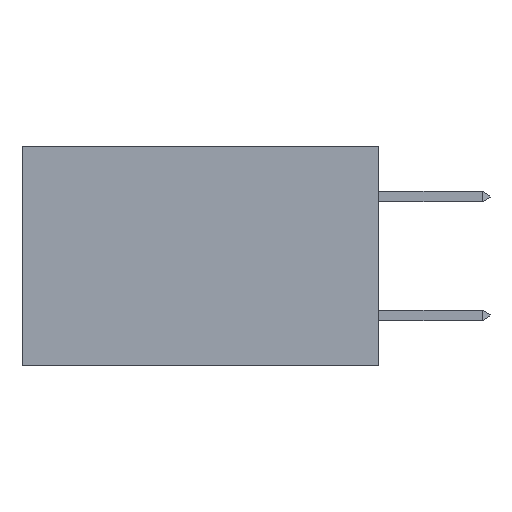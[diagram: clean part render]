
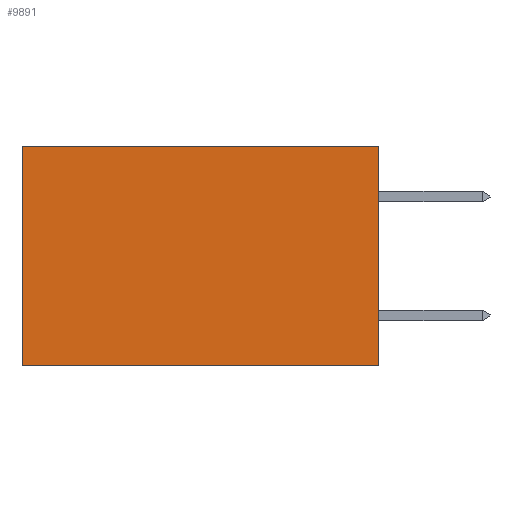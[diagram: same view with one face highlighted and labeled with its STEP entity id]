
A CAD part, left-side view. The second image highlights one B-rep face of the part: STEP entity #9891.
In plain terms, the highlighted planar face has unit normal (-1, 0, 0).
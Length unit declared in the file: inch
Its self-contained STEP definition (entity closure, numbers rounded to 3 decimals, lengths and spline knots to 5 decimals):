
#304 = LINE ( 'NONE', #1981, #2760 ) ;
#652 = ORIENTED_EDGE ( 'NONE', *, *, #12012, .T. ) ;
#1004 = CARTESIAN_POINT ( 'NONE',  ( 0.298, 0.6, 0. ) ) ;
#1147 = PLANE ( 'NONE',  #7037 ) ;
#1981 = CARTESIAN_POINT ( 'NONE',  ( 0.298, 0., 0. ) ) ;
#2145 = LINE ( 'NONE', #1004, #13560 ) ;
#2551 = CARTESIAN_POINT ( 'NONE',  ( 0.298, 0.6, -0.37 ) ) ;
#2760 = VECTOR ( 'NONE', #10749, 39.37008 ) ;
#3243 = LINE ( 'NONE', #13140, #10349 ) ;
#3554 = CARTESIAN_POINT ( 'NONE',  ( 0.298, 0., 0. ) ) ;
#4033 = CARTESIAN_POINT ( 'NONE',  ( 0.298, 0., -0.37 ) ) ;
#4401 = DIRECTION ( 'NONE',  ( 0., 0., -1. ) ) ;
#5177 = VECTOR ( 'NONE', #7367, 39.37008 ) ;
#5351 = DIRECTION ( 'NONE',  ( 0., 0., -1. ) ) ;
#6112 = CARTESIAN_POINT ( 'NONE',  ( 0.298, 0.6, 0. ) ) ;
#6424 = EDGE_CURVE ( 'NONE', #8670, #11635, #2145, .T. ) ;
#6934 = LINE ( 'NONE', #4033, #5177 ) ;
#7037 = AXIS2_PLACEMENT_3D ( 'NONE', #7893, #10117, #4401 ) ;
#7282 = ORIENTED_EDGE ( 'NONE', *, *, #11361, .F. ) ;
#7367 = DIRECTION ( 'NONE',  ( 0., 1., 0. ) ) ;
#7704 = ORIENTED_EDGE ( 'NONE', *, *, #10280, .F. ) ;
#7893 = CARTESIAN_POINT ( 'NONE',  ( 0.298, 0., 0. ) ) ;
#8670 = VERTEX_POINT ( 'NONE', #6112 ) ;
#8910 = CARTESIAN_POINT ( 'NONE',  ( 0.298, 0., -0.37 ) ) ;
#9891 = ADVANCED_FACE ( 'NONE', ( #12665 ), #1147, .F. ) ;
#10117 = DIRECTION ( 'NONE',  ( 1., 0., 0. ) ) ;
#10280 = EDGE_CURVE ( 'NONE', #10614, #11635, #6934, .T. ) ;
#10349 = VECTOR ( 'NONE', #14244, 39.37008 ) ;
#10614 = VERTEX_POINT ( 'NONE', #8910 ) ;
#10749 = DIRECTION ( 'NONE',  ( 0., 1., 0. ) ) ;
#11361 = EDGE_CURVE ( 'NONE', #12469, #10614, #3243, .T. ) ;
#11635 = VERTEX_POINT ( 'NONE', #2551 ) ;
#12012 = EDGE_CURVE ( 'NONE', #12469, #8670, #304, .T. ) ;
#12469 = VERTEX_POINT ( 'NONE', #3554 ) ;
#12665 = FACE_OUTER_BOUND ( 'NONE', #13293, .T. ) ;
#13140 = CARTESIAN_POINT ( 'NONE',  ( 0.298, 0., 0. ) ) ;
#13293 = EDGE_LOOP ( 'NONE', ( #14115, #7704, #7282, #652 ) ) ;
#13560 = VECTOR ( 'NONE', #5351, 39.37008 ) ;
#14115 = ORIENTED_EDGE ( 'NONE', *, *, #6424, .T. ) ;
#14244 = DIRECTION ( 'NONE',  ( 0., 0., -1. ) ) ;
